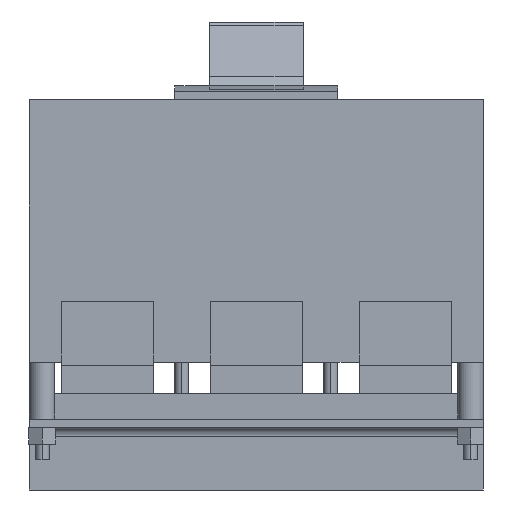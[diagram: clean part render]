
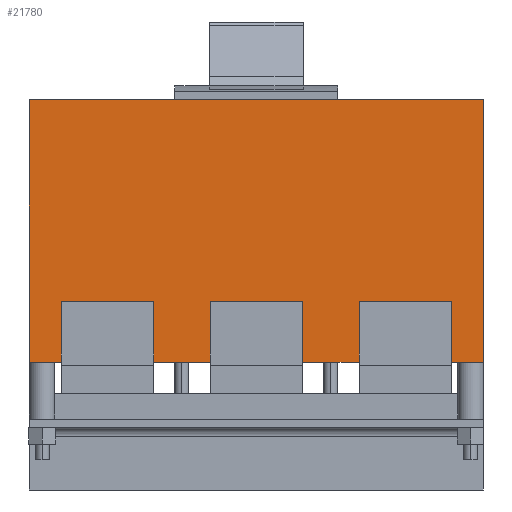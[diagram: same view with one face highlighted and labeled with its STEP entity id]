
A CAD part, front view. The second image highlights one B-rep face of the part: STEP entity #21780.
In plain terms, the highlighted planar face has unit normal (0, -1, 0).
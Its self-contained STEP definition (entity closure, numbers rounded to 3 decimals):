
#19130=CARTESIAN_POINT('',(-464.716,-1098.313,
-251.714));
#19140=VERTEX_POINT('',#19130);
#19170=CARTESIAN_POINT('',(-464.716,-1098.313,0.));
#19180=DIRECTION('',(0.,0.,-1.));
#19190=VECTOR('',#19180,1.);
#19200=LINE('',#19170,#19190);
#19210=CARTESIAN_POINT('',(-464.716,-1098.313,
-436.714));
#19220=VERTEX_POINT('',#19210);
#19230=EDGE_CURVE('',#19140,#19220,#19200,.T.);
#20450=CARTESIAN_POINT('',(0.,-1098.313,-251.714));
#20460=DIRECTION('',(-1.,0.,0.));
#20470=VECTOR('',#20460,1.);
#20480=LINE('',#20450,#20470);
#20490=CARTESIAN_POINT('',(-144.716,-1098.313,
-251.714));
#20500=VERTEX_POINT('',#20490);
#20510=EDGE_CURVE('',#20500,#19140,#20480,.T.);
#20710=CARTESIAN_POINT('',(-35.716,-1098.313,
-436.714));
#20720=DIRECTION('',(0.,1.,0.));
#20730=DIRECTION('',(0.,0.,-1.));
#20740=AXIS2_PLACEMENT_3D('',#20710,#20720,#20730);
#20750=PLANE('',#20740);
#20760=CARTESIAN_POINT('',(-144.716,-1098.313,0.));
#20770=DIRECTION('',(0.,0.,1.));
#20780=VECTOR('',#20770,1.);
#20790=LINE('',#20760,#20780);
#20800=CARTESIAN_POINT('',(-144.716,-1098.313,
-436.714));
#20810=VERTEX_POINT('',#20800);
#20820=EDGE_CURVE('',#20810,#20500,#20790,.T.);
#20830=ORIENTED_EDGE('',*,*,#20820,.T.);
#20840=CARTESIAN_POINT('',(0.,-1098.313,-436.714));
#20850=DIRECTION('',(-1.,0.,0.));
#20860=VECTOR('',#20850,1.);
#20870=LINE('',#20840,#20860);
#20880=CARTESIAN_POINT('',(-167.216,-1098.313,
-436.714));
#20890=VERTEX_POINT('',#20880);
#20900=EDGE_CURVE('',#20810,#20890,#20870,.T.);
#20910=ORIENTED_EDGE('',*,*,#20900,.F.);
#20920=CARTESIAN_POINT('',(-167.216,-1098.313,0.));
#20930=DIRECTION('',(0.,0.,-1.));
#20940=VECTOR('',#20930,1.);
#20950=LINE('',#20920,#20940);
#20960=CARTESIAN_POINT('',(-167.216,-1098.313,
-393.714));
#20970=VERTEX_POINT('',#20960);
#20980=EDGE_CURVE('',#20970,#20890,#20950,.T.);
#20990=ORIENTED_EDGE('',*,*,#20980,.T.);
#21000=CARTESIAN_POINT('',(0.,-1098.313,-393.714));
#21010=DIRECTION('',(-1.,0.,0.));
#21020=VECTOR('',#21010,1.);
#21030=LINE('',#21000,#21020);
#21040=CARTESIAN_POINT('',(-232.216,-1098.313,
-393.714));
#21050=VERTEX_POINT('',#21040);
#21060=EDGE_CURVE('',#20970,#21050,#21030,.T.);
#21070=ORIENTED_EDGE('',*,*,#21060,.F.);
#21080=CARTESIAN_POINT('',(-232.216,-1098.313,0.));
#21090=DIRECTION('',(0.,0.,-1.));
#21100=VECTOR('',#21090,1.);
#21110=LINE('',#21080,#21100);
#21120=CARTESIAN_POINT('',(-232.216,-1098.313,
-436.714));
#21130=VERTEX_POINT('',#21120);
#21140=EDGE_CURVE('',#21050,#21130,#21110,.T.);
#21150=ORIENTED_EDGE('',*,*,#21140,.F.);
#21160=CARTESIAN_POINT('',(-272.216,-1098.313,
-436.714));
#21170=VERTEX_POINT('',#21160);
#21180=EDGE_CURVE('',#21130,#21170,#20870,.T.);
#21190=ORIENTED_EDGE('',*,*,#21180,.F.);
#21200=CARTESIAN_POINT('',(-272.216,-1098.313,0.));
#21210=DIRECTION('',(0.,0.,-1.));
#21220=VECTOR('',#21210,1.);
#21230=LINE('',#21200,#21220);
#21240=CARTESIAN_POINT('',(-272.216,-1098.313,
-393.714));
#21250=VERTEX_POINT('',#21240);
#21260=EDGE_CURVE('',#21250,#21170,#21230,.T.);
#21270=ORIENTED_EDGE('',*,*,#21260,.T.);
#21280=CARTESIAN_POINT('',(0.,-1098.313,-393.714));
#21290=DIRECTION('',(-1.,0.,0.));
#21300=VECTOR('',#21290,1.);
#21310=LINE('',#21280,#21300);
#21320=CARTESIAN_POINT('',(-337.216,-1098.313,
-393.714));
#21330=VERTEX_POINT('',#21320);
#21340=EDGE_CURVE('',#21250,#21330,#21310,.T.);
#21350=ORIENTED_EDGE('',*,*,#21340,.F.);
#21360=CARTESIAN_POINT('',(-337.216,-1098.313,0.));
#21370=DIRECTION('',(0.,0.,-1.));
#21380=VECTOR('',#21370,1.);
#21390=LINE('',#21360,#21380);
#21400=CARTESIAN_POINT('',(-337.216,-1098.313,
-436.714));
#21410=VERTEX_POINT('',#21400);
#21420=EDGE_CURVE('',#21330,#21410,#21390,.T.);
#21430=ORIENTED_EDGE('',*,*,#21420,.F.);
#21440=CARTESIAN_POINT('',(-377.216,-1098.313,
-436.714));
#21450=VERTEX_POINT('',#21440);
#21460=EDGE_CURVE('',#21410,#21450,#20870,.T.);
#21470=ORIENTED_EDGE('',*,*,#21460,.F.);
#21480=CARTESIAN_POINT('',(-377.216,-1098.313,0.));
#21490=DIRECTION('',(0.,0.,-1.));
#21500=VECTOR('',#21490,1.);
#21510=LINE('',#21480,#21500);
#21520=CARTESIAN_POINT('',(-377.216,-1098.313,
-393.714));
#21530=VERTEX_POINT('',#21520);
#21540=EDGE_CURVE('',#21530,#21450,#21510,.T.);
#21550=ORIENTED_EDGE('',*,*,#21540,.T.);
#21560=CARTESIAN_POINT('',(0.,-1098.313,-393.714));
#21570=DIRECTION('',(-1.,0.,0.));
#21580=VECTOR('',#21570,1.);
#21590=LINE('',#21560,#21580);
#21600=CARTESIAN_POINT('',(-442.216,-1098.313,
-393.714));
#21610=VERTEX_POINT('',#21600);
#21620=EDGE_CURVE('',#21530,#21610,#21590,.T.);
#21630=ORIENTED_EDGE('',*,*,#21620,.F.);
#21640=CARTESIAN_POINT('',(-442.216,-1098.313,0.));
#21650=DIRECTION('',(0.,0.,-1.));
#21660=VECTOR('',#21650,1.);
#21670=LINE('',#21640,#21660);
#21680=CARTESIAN_POINT('',(-442.216,-1098.313,
-436.714));
#21690=VERTEX_POINT('',#21680);
#21700=EDGE_CURVE('',#21610,#21690,#21670,.T.);
#21710=ORIENTED_EDGE('',*,*,#21700,.F.);
#21720=EDGE_CURVE('',#21690,#19220,#20870,.T.);
#21730=ORIENTED_EDGE('',*,*,#21720,.F.);
#21740=ORIENTED_EDGE('',*,*,#19230,.T.);
#21750=ORIENTED_EDGE('',*,*,#20510,.T.);
#21760=EDGE_LOOP('',(#21750,#21740,#21730,#21710,#21630,#21550,#21470,
#21430,#21350,#21270,#21190,#21150,#21070,#20990,#20910,#20830));
#21770=FACE_OUTER_BOUND('',#21760,.T.);
#21780=ADVANCED_FACE('',(#21770),#20750,.F.);
